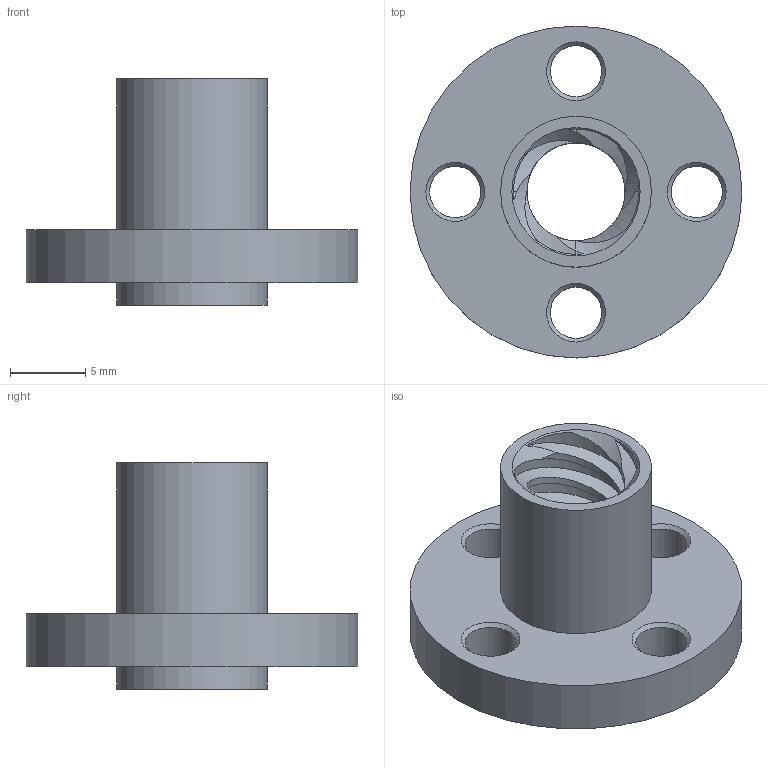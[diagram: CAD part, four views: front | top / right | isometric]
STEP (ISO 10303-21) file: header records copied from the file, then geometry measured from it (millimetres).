
FILE_DESCRIPTION(('FreeCAD Model'),'2;1');
FILE_NAME('Open CASCADE Shape Model','2022-03-22T18:03:23',(''),(''), 'Open CASCADE STEP processor 7.5','FreeCAD','Unknown');
FILE_SCHEMA(('AUTOMOTIVE_DESIGN { 1 0 10303 214 1 1 1 1 }'));
Length unit declared in the file: millimetre
Products named in the file (1): Body
Bounding box: 22 x 22 x 15 mm (x, y, z)
Volume: 1403.5 mm3; surface area: 1931.5 mm2
Topology: 1 solids, 1 shells, 60 faces, 147 edges, 91 vertices
Faces by surface type: bspline 32, cylinder 17, cone 7, plane 4
Full cylindrical faces by diameter (mm): 3.4 x4, 6.5 x3, 10 x2, 22 x1
Entity records: 8778 total; most frequent: CARTESIAN_POINT 6171, DIRECTION 334, ORIENTED_EDGE 294, PCURVE 294, DEFINITIONAL_REPRESENTATION 294, LINE 206, VECTOR 206, B_SPLINE_CURVE_WITH_KNOTS 191
